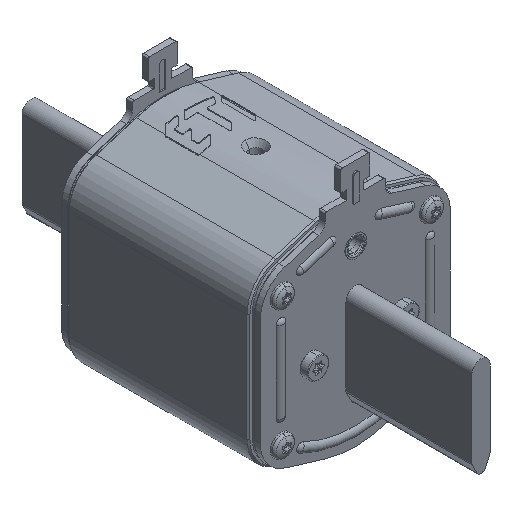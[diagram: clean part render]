
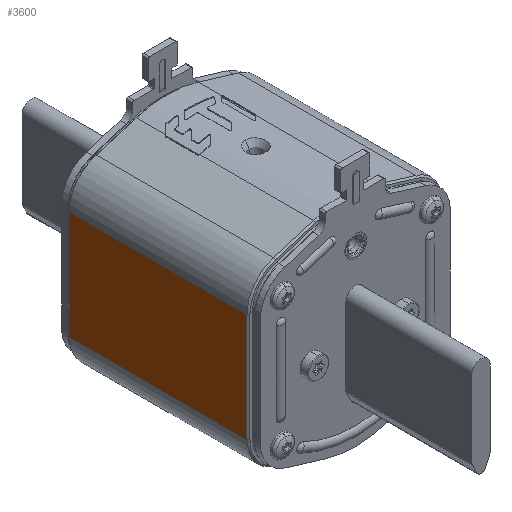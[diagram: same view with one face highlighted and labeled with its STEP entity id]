
A CAD part, isometric view. The second image highlights one B-rep face of the part: STEP entity #3600.
In plain terms, the highlighted face is planar.
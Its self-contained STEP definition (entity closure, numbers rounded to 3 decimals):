
#399=DIRECTION('',(0.,1.,0.));
#400=VECTOR('',#399,35.975);
#401=CARTESIAN_POINT('',(32.5,-17.987,-59.5));
#402=LINE('',#401,#400);
#582=DIRECTION('',(0.,1.,0.));
#583=VECTOR('',#582,35.975);
#584=CARTESIAN_POINT('',(32.5,-17.987,-0.5));
#585=LINE('',#584,#583);
#589=DIRECTION('',(0.,0.,-1.));
#590=VECTOR('',#589,59.);
#591=CARTESIAN_POINT('',(32.5,-17.987,-0.5));
#592=LINE('',#591,#590);
#596=DIRECTION('',(0.,0.,-1.));
#597=VECTOR('',#596,59.);
#598=CARTESIAN_POINT('',(32.5,17.987,-0.5));
#599=LINE('',#598,#597);
#2789=CARTESIAN_POINT('',(32.5,-17.987,-0.5));
#2790=CARTESIAN_POINT('',(32.5,17.987,-0.5));
#2791=VERTEX_POINT('',#2789);
#2792=VERTEX_POINT('',#2790);
#2837=CARTESIAN_POINT('',(32.5,-17.987,-59.5));
#2838=CARTESIAN_POINT('',(32.5,17.987,-59.5));
#2839=VERTEX_POINT('',#2837);
#2840=VERTEX_POINT('',#2838);
#3587=CARTESIAN_POINT('',(32.5,-17.987,0.));
#3588=DIRECTION('',(1.,0.,0.));
#3589=DIRECTION('',(0.,1.,0.));
#3590=AXIS2_PLACEMENT_3D('',#3587,#3588,#3589);
#3591=PLANE('',#3590);
#3592=ORIENTED_EDGE('',*,*,#3574,.T.);
#3594=ORIENTED_EDGE('',*,*,#3593,.T.);
#3595=ORIENTED_EDGE('',*,*,#3389,.F.);
#3597=ORIENTED_EDGE('',*,*,#3596,.F.);
#3598=EDGE_LOOP('',(#3592,#3594,#3595,#3597));
#3599=FACE_OUTER_BOUND('',#3598,.F.);
#3389=EDGE_CURVE('',#2839,#2840,#402,.T.);
#3574=EDGE_CURVE('',#2791,#2792,#585,.T.);
#3593=EDGE_CURVE('',#2792,#2840,#599,.T.);
#3596=EDGE_CURVE('',#2791,#2839,#592,.T.);
#3600=ADVANCED_FACE('',(#3599),#3591,.T.);
